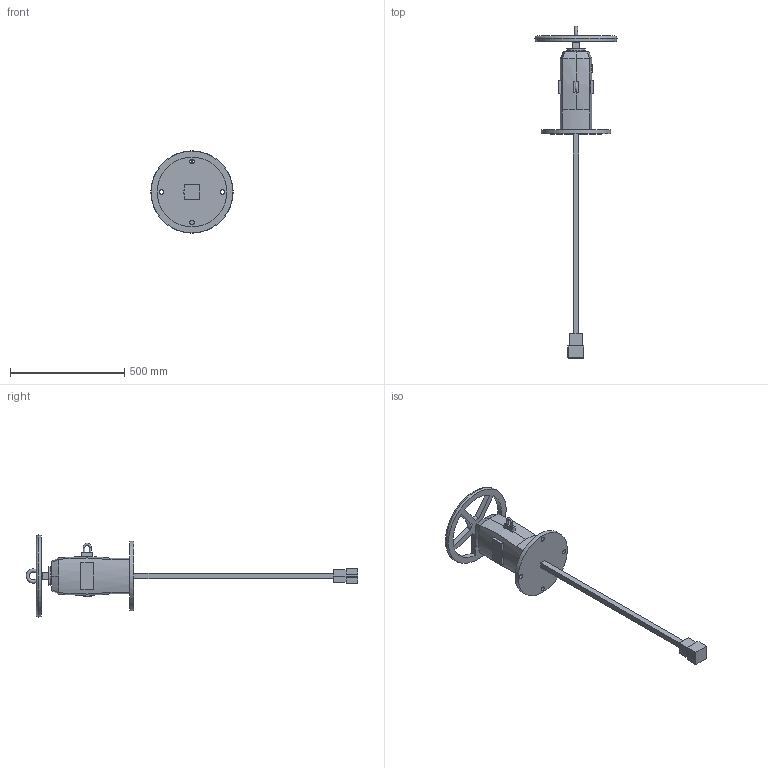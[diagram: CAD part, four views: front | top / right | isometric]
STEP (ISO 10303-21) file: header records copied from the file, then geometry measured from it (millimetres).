
FILE_DESCRIPTION (( 'STEP AP203' ), '1' );
FILE_NAME ('O_34_80_DN100_02_AA1_step.step', '2016-09-23T09:19:36', ( 'Windows User' ), ( 'AVK' ), 'SwSTEP 2.0', 'SolidWorks 2012', '' );
FILE_SCHEMA (( 'CONFIG_CONTROL_DESIGN' ));
Length unit declared in the file: millimetre
Products named in the file (1): O_34_80_DN100_02_AA1_step
Bounding box: 360 x 1453.22 x 360 mm (x, y, z)
Volume: 10782884.4 mm3; surface area: 661457.6 mm2
Topology: 1 solids, 1 shells, 184 faces, 514 edges, 343 vertices
Faces by surface type: plane 96, cylinder 68, bspline 12, cone 5, torus 3
Full cylindrical faces by diameter (mm): 8 x2, 16 x1, 19 x4, 305 x1
Entity records: 7133 total; most frequent: CARTESIAN_POINT 2692, ORIENTED_EDGE 984, DIRECTION 763, EDGE_CURVE 492, VERTEX_POINT 337, AXIS2_PLACEMENT_3D 263, VECTOR 237, LINE 237
